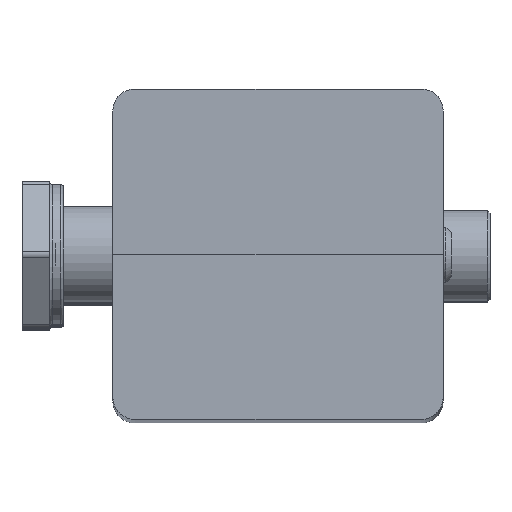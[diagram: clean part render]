
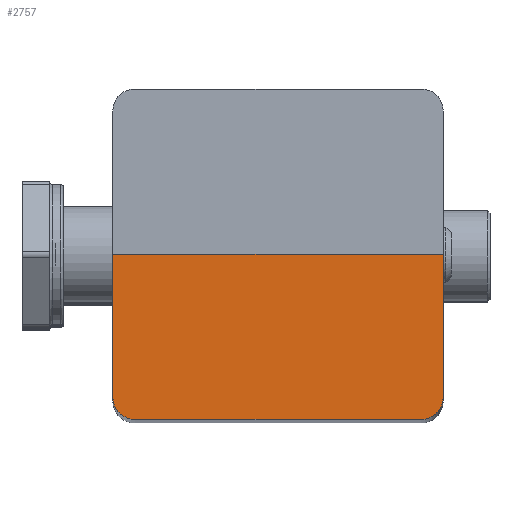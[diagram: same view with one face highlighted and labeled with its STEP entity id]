
A CAD part, top view. The second image highlights one B-rep face of the part: STEP entity #2757.
In plain terms, the highlighted planar face has unit normal (0, 0, 1).
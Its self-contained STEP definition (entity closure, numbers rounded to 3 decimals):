
#130=LINE('',#4351,#324);
#144=LINE('',#4382,#338);
#192=LINE('',#4517,#386);
#196=LINE('',#4525,#390);
#324=VECTOR('',#3525,52.);
#338=VECTOR('',#3551,120.);
#386=VECTOR('',#3689,104.);
#390=VECTOR('',#3699,52.);
#552=PLANE('',#3044);
#845=FACE_OUTER_BOUND('',#1090,.T.);
#1090=EDGE_LOOP('',(#2313,#2314,#2315,#2316,#2317,#2318));
#1265=CIRCLE('',#3038,8.);
#1266=CIRCLE('',#3041,8.);
#1417=VERTEX_POINT('',#4348);
#1418=VERTEX_POINT('',#4350);
#1429=VERTEX_POINT('',#4380);
#1470=VERTEX_POINT('',#4512);
#1471=VERTEX_POINT('',#4516);
#1472=VERTEX_POINT('',#4520);
#1684=EDGE_CURVE('',#1418,#1417,#130,.T.);
#1700=EDGE_CURVE('',#1417,#1429,#144,.T.);
#1765=EDGE_CURVE('',#1470,#1418,#1265,.T.);
#1767=EDGE_CURVE('',#1471,#1470,#192,.T.);
#1769=EDGE_CURVE('',#1472,#1471,#1266,.T.);
#1772=EDGE_CURVE('',#1429,#1472,#196,.T.);
#2313=ORIENTED_EDGE('',*,*,#1700,.T.);
#2314=ORIENTED_EDGE('',*,*,#1772,.T.);
#2315=ORIENTED_EDGE('',*,*,#1769,.T.);
#2316=ORIENTED_EDGE('',*,*,#1767,.T.);
#2317=ORIENTED_EDGE('',*,*,#1765,.T.);
#2318=ORIENTED_EDGE('',*,*,#1684,.T.);
#2757=ADVANCED_FACE('',(#845),#552,.T.);
#3038=AXIS2_PLACEMENT_3D('',#4513,#3684,#3685);
#3041=AXIS2_PLACEMENT_3D('',#4521,#3693,#3694);
#3044=AXIS2_PLACEMENT_3D('',#4527,#3702,#3703);
#3525=DIRECTION('',(0.,1.,0.));
#3551=DIRECTION('',(-1.,0.,0.));
#3684=DIRECTION('center_axis',(0.,0.,1.));
#3685=DIRECTION('ref_axis',(0.,1.,0.));
#3689=DIRECTION('',(1.,0.,0.));
#3693=DIRECTION('center_axis',(0.,0.,1.));
#3694=DIRECTION('ref_axis',(1.,0.,0.));
#3699=DIRECTION('',(0.,-1.,0.));
#3702=DIRECTION('center_axis',(0.,0.,1.));
#3703=DIRECTION('ref_axis',(1.,0.,0.));
#4348=CARTESIAN_POINT('',(60.,0.,377.5));
#4350=CARTESIAN_POINT('',(60.,-52.,377.5));
#4351=CARTESIAN_POINT('',(60.,0.,377.5));
#4380=CARTESIAN_POINT('',(-60.,0.,377.5));
#4382=CARTESIAN_POINT('',(-60.,0.,377.5));
#4512=CARTESIAN_POINT('',(52.,-60.,377.5));
#4513=CARTESIAN_POINT('Origin',(52.,-52.,377.5));
#4516=CARTESIAN_POINT('',(-52.,-60.,377.5));
#4517=CARTESIAN_POINT('',(52.,-60.,377.5));
#4520=CARTESIAN_POINT('',(-60.,-52.,377.5));
#4521=CARTESIAN_POINT('Origin',(-52.,-52.,377.5));
#4525=CARTESIAN_POINT('',(-60.,-52.,377.5));
#4527=CARTESIAN_POINT('Origin',(0.,-28.889,
377.5));
